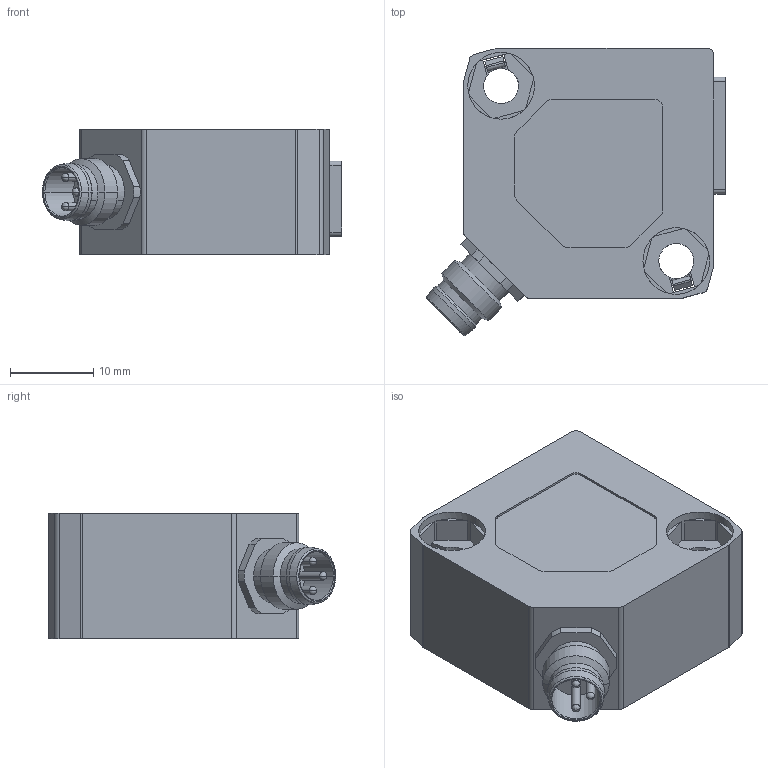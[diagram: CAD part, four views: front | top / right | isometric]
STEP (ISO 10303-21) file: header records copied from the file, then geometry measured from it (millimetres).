
FILE_DESCRIPTION (( 'STEP AP214' ), '1' );
FILE_NAME ('LLS_3031_202.STEP', '2021-04-07T14:15:53', ( '' ), ( '' ), 'SwSTEP 2.0', 'SolidWorks 2021', '' );
FILE_SCHEMA (( 'AUTOMOTIVE_DESIGN' ));
Length unit declared in the file: millimetre
Products named in the file (1): LLS_3031_202
Bounding box: 35.84 x 34.44 x 15 mm (x, y, z)
Volume: 12365.6 mm3; surface area: 4483.4 mm2
Topology: 1 solids, 1 shells, 191 faces, 546 edges, 349 vertices
Faces by surface type: plane 113, cylinder 60, cone 10, sphere 6, torus 2
Entity records: 6279 total; most frequent: CARTESIAN_POINT 1152, DIRECTION 1097, ORIENTED_EDGE 1068, EDGE_CURVE 534, AXIS2_PLACEMENT_3D 382, VERTEX_POINT 349, LINE 333, VECTOR 333
